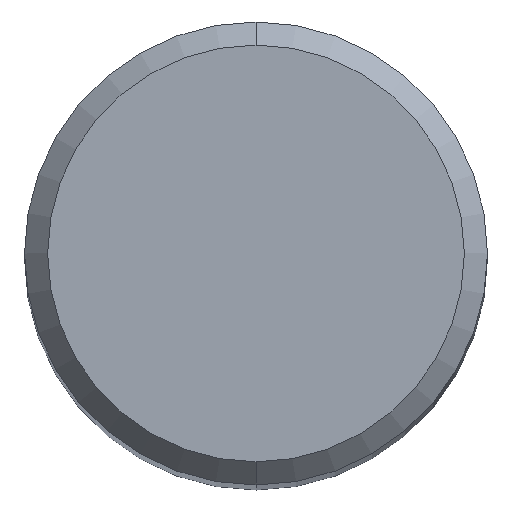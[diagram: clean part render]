
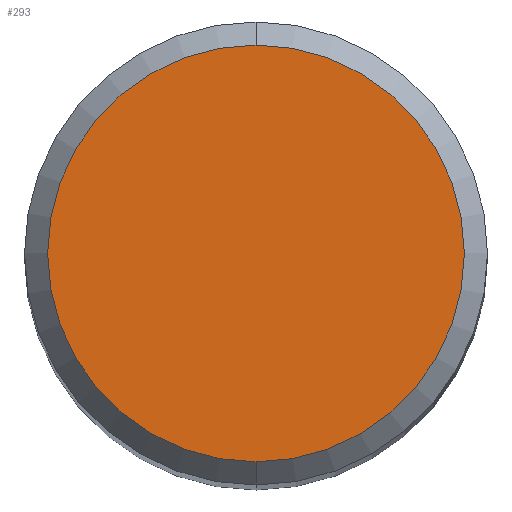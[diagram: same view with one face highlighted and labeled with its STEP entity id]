
A CAD part, top view. The second image highlights one B-rep face of the part: STEP entity #293.
In plain terms, the highlighted planar face has unit normal (0, 0, 1).
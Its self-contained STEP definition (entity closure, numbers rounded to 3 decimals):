
#293=ADVANCED_FACE('',(#656),#657,.T.);
#323=VERTEX_POINT('',#691);
#397=VERTEX_POINT('',#778);
#419=EDGE_CURVE('',#397,#323,#801,.T.);
#425=EDGE_CURVE('',#323,#397,#807,.T.);
#656=FACE_OUTER_BOUND('',#1162,.T.);
#657=PLANE('',#1163);
#691=CARTESIAN_POINT('',(0.,-3.6,0.0));
#778=CARTESIAN_POINT('',(0.0,3.6,0.0));
#801=CIRCLE('',#1426,3.6);
#807=CIRCLE('',#1434,3.6);
#1162=EDGE_LOOP('',(#1755,#1756));
#1163=AXIS2_PLACEMENT_3D('',#1757,#1758,#1759);
#1426=AXIS2_PLACEMENT_3D('',#1934,#1935,#1936);
#1434=AXIS2_PLACEMENT_3D('',#1940,#1941,#1942);
#1755=ORIENTED_EDGE('',*,*,#419,.F.);
#1756=ORIENTED_EDGE('',*,*,#425,.F.);
#1757=CARTESIAN_POINT('',(0.0,1.8,0.0));
#1758=DIRECTION('',(-0.0,0.0,1.0));
#1759=DIRECTION('',(0.0,-1.0,0.0));
#1934=CARTESIAN_POINT('',(0.0,0.0,0.0));
#1935=DIRECTION('',(0.0,0.0,-1.0));
#1936=DIRECTION('',(0.0,1.0,0.0));
#1940=CARTESIAN_POINT('',(0.0,0.0,0.0));
#1941=DIRECTION('',(0.0,0.0,-1.0));
#1942=DIRECTION('',(0.0,1.0,0.0));
